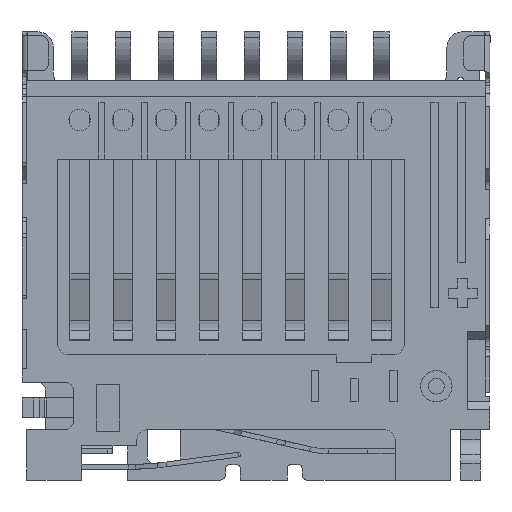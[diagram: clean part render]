
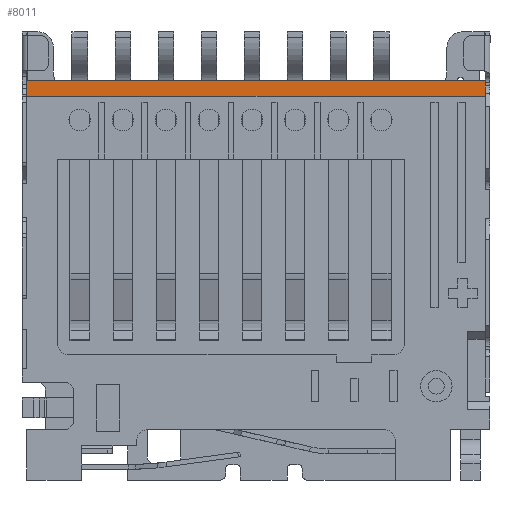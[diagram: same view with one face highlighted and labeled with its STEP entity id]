
A CAD part, front view. The second image highlights one B-rep face of the part: STEP entity #8011.
In plain terms, the highlighted planar face has unit normal (0, -1, 0).
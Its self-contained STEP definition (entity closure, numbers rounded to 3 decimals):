
#83 = EDGE_CURVE ( 'NONE', #15832, #2005, #4259, .T. ) ;
#650 = DIRECTION ( 'NONE',  ( 0., 0., -1. ) ) ;
#815 = DIRECTION ( 'NONE',  ( 0., -1., 0. ) ) ;
#1517 = VECTOR ( 'NONE', #11609, 1000. ) ;
#2005 = VERTEX_POINT ( 'NONE', #21217 ) ;
#2029 = CARTESIAN_POINT ( 'NONE',  ( 5.855, 0.2, 0. ) ) ;
#3698 = VECTOR ( 'NONE', #13447, 1000. ) ;
#3736 = ORIENTED_EDGE ( 'NONE', *, *, #5726, .T. ) ;
#4259 = LINE ( 'NONE', #13942, #4547 ) ;
#4547 = VECTOR ( 'NONE', #9727, 1000. ) ;
#5726 = EDGE_CURVE ( 'NONE', #18926, #15832, #9752, .T. ) ;
#5826 = CARTESIAN_POINT ( 'NONE',  ( -5.855, 0.2, 4.075 ) ) ;
#6469 = CARTESIAN_POINT ( 'NONE',  ( -5.855, 0.2, 4.475 ) ) ;
#6671 = DIRECTION ( 'NONE',  ( 0., 0., -1. ) ) ;
#7540 = LINE ( 'NONE', #2029, #1517 ) ;
#7672 = ORIENTED_EDGE ( 'NONE', *, *, #83, .T. ) ;
#8011 = ADVANCED_FACE ( 'NONE', ( #12958 ), #23649, .T. ) ;
#9727 = DIRECTION ( 'NONE',  ( 1., 0., 0. ) ) ;
#9752 = LINE ( 'NONE', #23943, #21246 ) ;
#10198 = VERTEX_POINT ( 'NONE', #15723 ) ;
#11609 = DIRECTION ( 'NONE',  ( 0., 0., -1. ) ) ;
#11705 = ORIENTED_EDGE ( 'NONE', *, *, #20422, .F. ) ;
#12958 = FACE_OUTER_BOUND ( 'NONE', #23359, .T. ) ;
#13447 = DIRECTION ( 'NONE',  ( 1., 0., 0. ) ) ;
#13615 = AXIS2_PLACEMENT_3D ( 'NONE', #15988, #815, #650 ) ;
#13942 = CARTESIAN_POINT ( 'NONE',  ( -5.975, 0.2, 4.075 ) ) ;
#15723 = CARTESIAN_POINT ( 'NONE',  ( 5.855, 0.2, 4.475 ) ) ;
#15832 = VERTEX_POINT ( 'NONE', #5826 ) ;
#15988 = CARTESIAN_POINT ( 'NONE',  ( 0., 0.2, 0. ) ) ;
#18486 = LINE ( 'NONE', #23066, #3698 ) ;
#18512 = ORIENTED_EDGE ( 'NONE', *, *, #21879, .F. ) ;
#18926 = VERTEX_POINT ( 'NONE', #6469 ) ;
#20422 = EDGE_CURVE ( 'NONE', #10198, #2005, #7540, .T. ) ;
#21217 = CARTESIAN_POINT ( 'NONE',  ( 5.855, 0.2, 4.075 ) ) ;
#21246 = VECTOR ( 'NONE', #6671, 1000. ) ;
#21879 = EDGE_CURVE ( 'NONE', #18926, #10198, #18486, .T. ) ;
#23066 = CARTESIAN_POINT ( 'NONE',  ( 0., 0.2, 4.475 ) ) ;
#23359 = EDGE_LOOP ( 'NONE', ( #3736, #7672, #11705, #18512 ) ) ;
#23649 = PLANE ( 'NONE',  #13615 ) ;
#23943 = CARTESIAN_POINT ( 'NONE',  ( -5.855, 0.2, 0. ) ) ;
